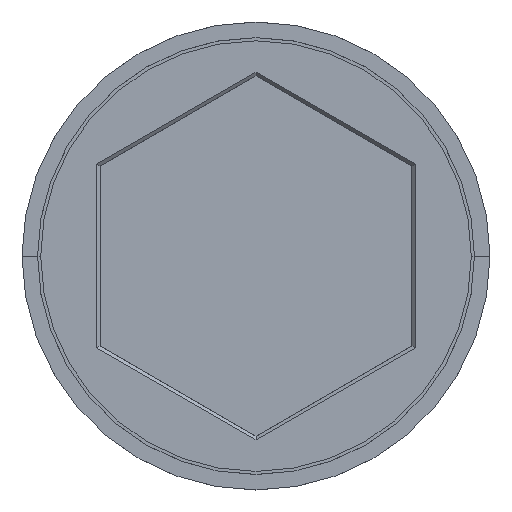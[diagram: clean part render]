
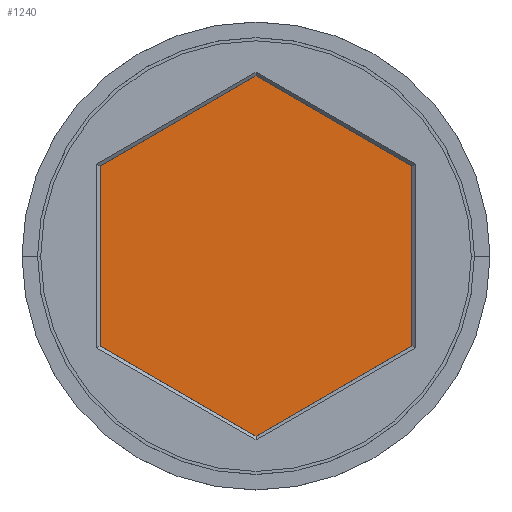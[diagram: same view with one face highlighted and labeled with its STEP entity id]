
A CAD part, top view. The second image highlights one B-rep face of the part: STEP entity #1240.
In plain terms, the highlighted planar face has unit normal (0, 0, 1).
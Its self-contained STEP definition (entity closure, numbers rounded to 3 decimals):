
#3 = CARTESIAN_POINT ( 'NONE',  ( 2.5, -4.33, -2. ) ) ;
#50 = PLANE ( 'NONE',  #138 ) ;
#83 = VECTOR ( 'NONE', #374, 1000. ) ;
#138 = AXIS2_PLACEMENT_3D ( 'NONE', #896, #1307, #1155 ) ;
#184 = CARTESIAN_POINT ( 'NONE',  ( 0., 5.774, -2. ) ) ;
#186 = VERTEX_POINT ( 'NONE', #184 ) ;
#246 = VERTEX_POINT ( 'NONE', #1222 ) ;
#252 = EDGE_CURVE ( 'NONE', #694, #246, #1353, .T. ) ;
#271 = ORIENTED_EDGE ( 'NONE', *, *, #1163, .T. ) ;
#275 = DIRECTION ( 'NONE',  ( -0.866, 0.5, 0. ) ) ;
#276 = ORIENTED_EDGE ( 'NONE', *, *, #1265, .T. ) ;
#374 = DIRECTION ( 'NONE',  ( 0., -1., 0. ) ) ;
#390 = VECTOR ( 'NONE', #880, 1000. ) ;
#405 = FACE_OUTER_BOUND ( 'NONE', #1086, .T. ) ;
#412 = ORIENTED_EDGE ( 'NONE', *, *, #1408, .T. ) ;
#469 = LINE ( 'NONE', #3, #1190 ) ;
#517 = CARTESIAN_POINT ( 'NONE',  ( -2.5, -4.33, -2. ) ) ;
#529 = CARTESIAN_POINT ( 'NONE',  ( 5., -2.887, -2. ) ) ;
#565 = LINE ( 'NONE', #1433, #1036 ) ;
#656 = EDGE_CURVE ( 'NONE', #1517, #1179, #890, .T. ) ;
#694 = VERTEX_POINT ( 'NONE', #529 ) ;
#696 = ORIENTED_EDGE ( 'NONE', *, *, #1369, .T. ) ;
#737 = CARTESIAN_POINT ( 'NONE',  ( -5., 0., -2. ) ) ;
#755 = CARTESIAN_POINT ( 'NONE',  ( -5., -2.887, -2. ) ) ;
#804 = ORIENTED_EDGE ( 'NONE', *, *, #656, .T. ) ;
#822 = VECTOR ( 'NONE', #275, 1000. ) ;
#880 = DIRECTION ( 'NONE',  ( 0.866, -0.5, 0. ) ) ;
#888 = CARTESIAN_POINT ( 'NONE',  ( 0., -5.774, -2. ) ) ;
#890 = LINE ( 'NONE', #517, #390 ) ;
#896 = CARTESIAN_POINT ( 'NONE',  ( 0., 0., -2. ) ) ;
#975 = DIRECTION ( 'NONE',  ( 0., 1., 0. ) ) ;
#976 = DIRECTION ( 'NONE',  ( 0.866, 0.5, 0. ) ) ;
#1004 = CARTESIAN_POINT ( 'NONE',  ( -5., 2.887, -2. ) ) ;
#1036 = VECTOR ( 'NONE', #1072, 1000. ) ;
#1072 = DIRECTION ( 'NONE',  ( -0.866, -0.5, 0. ) ) ;
#1085 = VECTOR ( 'NONE', #975, 1000. ) ;
#1086 = EDGE_LOOP ( 'NONE', ( #271, #276, #696, #804, #412, #1267 ) ) ;
#1116 = CARTESIAN_POINT ( 'NONE',  ( 5., 0., -2. ) ) ;
#1150 = VERTEX_POINT ( 'NONE', #1004 ) ;
#1155 = DIRECTION ( 'NONE',  ( 1., 0., 0. ) ) ;
#1163 = EDGE_CURVE ( 'NONE', #246, #186, #1392, .T. ) ;
#1179 = VERTEX_POINT ( 'NONE', #888 ) ;
#1190 = VECTOR ( 'NONE', #976, 1000. ) ;
#1222 = CARTESIAN_POINT ( 'NONE',  ( 5., 2.887, -2. ) ) ;
#1240 = ADVANCED_FACE ( 'NONE', ( #405 ), #50, .T. ) ;
#1246 = LINE ( 'NONE', #737, #83 ) ;
#1265 = EDGE_CURVE ( 'NONE', #186, #1150, #565, .T. ) ;
#1267 = ORIENTED_EDGE ( 'NONE', *, *, #252, .T. ) ;
#1307 = DIRECTION ( 'NONE',  ( 0., 0., 1. ) ) ;
#1353 = LINE ( 'NONE', #1116, #1085 ) ;
#1369 = EDGE_CURVE ( 'NONE', #1150, #1517, #1246, .T. ) ;
#1372 = CARTESIAN_POINT ( 'NONE',  ( 2.5, 4.33, -2. ) ) ;
#1392 = LINE ( 'NONE', #1372, #822 ) ;
#1408 = EDGE_CURVE ( 'NONE', #1179, #694, #469, .T. ) ;
#1433 = CARTESIAN_POINT ( 'NONE',  ( -2.5, 4.33, -2. ) ) ;
#1517 = VERTEX_POINT ( 'NONE', #755 ) ;
